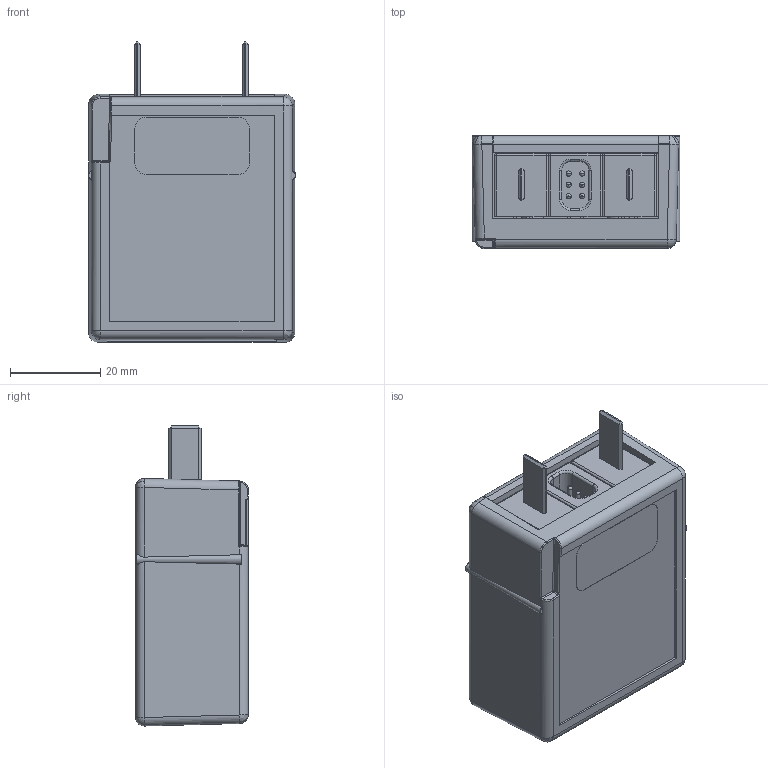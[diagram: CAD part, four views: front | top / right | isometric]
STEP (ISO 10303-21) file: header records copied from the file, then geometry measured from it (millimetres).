
FILE_DESCRIPTION (( 'STEP AP214' ), '1' );
FILE_NAME ('1000-851-E.STEP', '2019-01-09T23:07:52', ( '' ), ( '' ), 'SwSTEP 2.0', 'SolidWorks 2018', '' );
FILE_SCHEMA (( 'AUTOMOTIVE_DESIGN' ));
Length unit declared in the file: inch
Products named in the file (10): 2500-211-plug1; 2003-1052; 2003-1189; 2003-1190; 1000-851-E; 2004-072 REV 01; 2001-137 REV 03; 2250-602; 2500-211-plug2; 2500-211 rev 01
Assembly tree (10 placements, depth 4):
  1000-851-E
    2001-137 REV 03
    2250-602
      2500-211 rev 01
        2500-211-plug1  x2
        2500-211-plug2
    2004-072 REV 01
    2003-1190
    2003-1189
    2003-1052
Bounding box: 46 x 25 x 66.55 mm (x, y, z)
Volume: 24260.9 mm3; surface area: 28733.8 mm2
Topology: 26 solids, 26 shells, 876 faces, 2150 edges, 1360 vertices
Faces by surface type: plane 495, bspline 145, cylinder 136, torus 43, cone 40, sphere 17
Entity records: 34821 total; most frequent: CARTESIAN_POINT 11606, ORIENTED_EDGE 3804, DIRECTION 3155, EDGE_CURVE 1902, VERTEX_POINT 1216, VECTOR 1205, LINE 1205, AXIS2_PLACEMENT_3D 975
